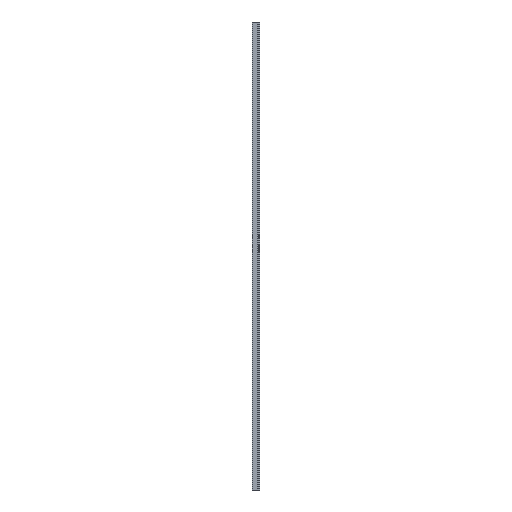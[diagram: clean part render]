
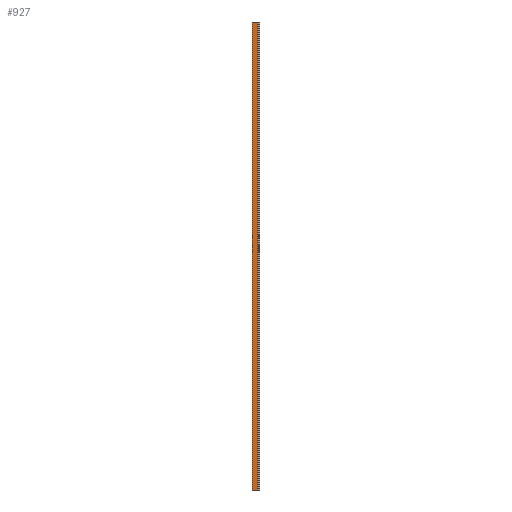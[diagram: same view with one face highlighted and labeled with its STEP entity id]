
A CAD part, left-side view. The second image highlights one B-rep face of the part: STEP entity #927.
In plain terms, the highlighted planar face has unit normal (-1, 0, 0).
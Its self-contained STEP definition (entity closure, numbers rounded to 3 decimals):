
#22 = VERTEX_POINT ( 'NONE', #806 ) ;
#65 = LINE ( 'NONE', #1620, #1019 ) ;
#100 = AXIS2_PLACEMENT_3D ( 'NONE', #594, #1016, #395 ) ;
#147 = CARTESIAN_POINT ( 'NONE',  ( -9.7, 0.3, 2900. ) ) ;
#158 = LINE ( 'NONE', #1138, #843 ) ;
#335 = ORIENTED_EDGE ( 'NONE', *, *, #1381, .T. ) ;
#385 = VECTOR ( 'NONE', #1000, 1000. ) ;
#388 = LINE ( 'NONE', #807, #415 ) ;
#395 = DIRECTION ( 'NONE',  ( 0., 0., -1. ) ) ;
#415 = VECTOR ( 'NONE', #666, 1000. ) ;
#456 = VERTEX_POINT ( 'NONE', #1444 ) ;
#526 = EDGE_CURVE ( 'NONE', #456, #1426, #1814, .T. ) ;
#528 = FACE_OUTER_BOUND ( 'NONE', #1597, .T. ) ;
#591 = CARTESIAN_POINT ( 'NONE',  ( -9.7, 0.3, 0. ) ) ;
#594 = CARTESIAN_POINT ( 'NONE',  ( -9.7, 0.3, 2900. ) ) ;
#666 = DIRECTION ( 'NONE',  ( 0., -1., 0. ) ) ;
#766 = ORIENTED_EDGE ( 'NONE', *, *, #1619, .T. ) ;
#806 = CARTESIAN_POINT ( 'NONE',  ( -9.7, 35.7, 2900. ) ) ;
#807 = CARTESIAN_POINT ( 'NONE',  ( -9.7, 0.3, 0. ) ) ;
#831 = DIRECTION ( 'NONE',  ( 0., 0., -1. ) ) ;
#843 = VECTOR ( 'NONE', #831, 1000. ) ;
#850 = EDGE_CURVE ( 'NONE', #22, #456, #65, .T. ) ;
#927 = ADVANCED_FACE ( 'NONE', ( #528 ), #1654, .F. ) ;
#1000 = DIRECTION ( 'NONE',  ( 0., 0., -1. ) ) ;
#1016 = DIRECTION ( 'NONE',  ( 1., 0., 0. ) ) ;
#1019 = VECTOR ( 'NONE', #1340, 1000. ) ;
#1114 = CARTESIAN_POINT ( 'NONE',  ( -9.7, 35.7, 0. ) ) ;
#1138 = CARTESIAN_POINT ( 'NONE',  ( -9.7, 35.7, 2900. ) ) ;
#1340 = DIRECTION ( 'NONE',  ( 0., -1., 0. ) ) ;
#1381 = EDGE_CURVE ( 'NONE', #22, #1572, #158, .T. ) ;
#1426 = VERTEX_POINT ( 'NONE', #591 ) ;
#1444 = CARTESIAN_POINT ( 'NONE',  ( -9.7, 0.3, 2900. ) ) ;
#1557 = ORIENTED_EDGE ( 'NONE', *, *, #526, .F. ) ;
#1572 = VERTEX_POINT ( 'NONE', #1114 ) ;
#1597 = EDGE_LOOP ( 'NONE', ( #766, #1557, #1607, #335 ) ) ;
#1607 = ORIENTED_EDGE ( 'NONE', *, *, #850, .F. ) ;
#1619 = EDGE_CURVE ( 'NONE', #1572, #1426, #388, .T. ) ;
#1620 = CARTESIAN_POINT ( 'NONE',  ( -9.7, 0.3, 2900. ) ) ;
#1654 = PLANE ( 'NONE',  #100 ) ;
#1814 = LINE ( 'NONE', #147, #385 ) ;
